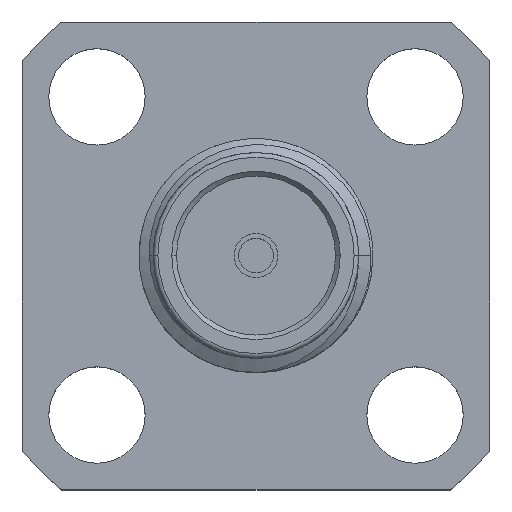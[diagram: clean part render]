
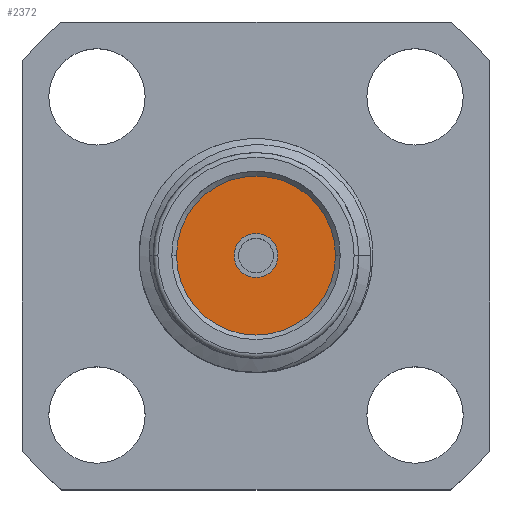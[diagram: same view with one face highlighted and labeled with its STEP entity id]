
A CAD part, top view. The second image highlights one B-rep face of the part: STEP entity #2372.
In plain terms, the highlighted planar face has unit normal (0, 0, 1).
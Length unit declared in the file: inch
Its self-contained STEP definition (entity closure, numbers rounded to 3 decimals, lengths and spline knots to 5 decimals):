
#250 = CARTESIAN_POINT ( 'NONE',  ( 0., 0., 0.235 ) ) ;
#329 = AXIS2_PLACEMENT_3D ( 'NONE', #3134, #1096, #1480 ) ;
#346 = VERTEX_POINT ( 'NONE', #4915 ) ;
#350 = ORIENTED_EDGE ( 'NONE', *, *, #1992, .F. ) ;
#521 = PLANE ( 'NONE',  #568 ) ;
#568 = AXIS2_PLACEMENT_3D ( 'NONE', #2523, #977, #1287 ) ;
#685 = DIRECTION ( 'NONE',  ( 1., 0., 0. ) ) ;
#774 = EDGE_LOOP ( 'NONE', ( #3821, #4012 ) ) ;
#843 = EDGE_LOOP ( 'NONE', ( #350, #4562 ) ) ;
#949 = CARTESIAN_POINT ( 'NONE',  ( 0.0235, 0., 0.235 ) ) ;
#974 = FACE_OUTER_BOUND ( 'NONE', #774, .T. ) ;
#977 = DIRECTION ( 'NONE',  ( 0., 0., 1. ) ) ;
#1096 = DIRECTION ( 'NONE',  ( 0., 0., 1. ) ) ;
#1178 = VERTEX_POINT ( 'NONE', #3649 ) ;
#1287 = DIRECTION ( 'NONE',  ( 1., 0., 0. ) ) ;
#1480 = DIRECTION ( 'NONE',  ( 1., 0., 0. ) ) ;
#1561 = VERTEX_POINT ( 'NONE', #949 ) ;
#1795 = DIRECTION ( 'NONE',  ( 1., 0., 0. ) ) ;
#1887 = DIRECTION ( 'NONE',  ( 0., 0., 1. ) ) ;
#1949 = AXIS2_PLACEMENT_3D ( 'NONE', #250, #1887, #685 ) ;
#1992 = EDGE_CURVE ( 'NONE', #1561, #1178, #4305, .T. ) ;
#2043 = CIRCLE ( 'NONE', #1949, 0.085 ) ;
#2105 = FACE_BOUND ( 'NONE', #843, .T. ) ;
#2206 = EDGE_CURVE ( 'NONE', #346, #3676, #2043, .T. ) ;
#2234 = CARTESIAN_POINT ( 'NONE',  ( 0.085, 0., 0.235 ) ) ;
#2372 = ADVANCED_FACE ( 'NONE', ( #2105, #974 ), #521, .T. ) ;
#2523 = CARTESIAN_POINT ( 'NONE',  ( 0., 0., 0.235 ) ) ;
#3053 = CARTESIAN_POINT ( 'NONE',  ( 0., 0., 0.235 ) ) ;
#3134 = CARTESIAN_POINT ( 'NONE',  ( 0., 0., 0.235 ) ) ;
#3217 = AXIS2_PLACEMENT_3D ( 'NONE', #3053, #4295, #1795 ) ;
#3259 = EDGE_CURVE ( 'NONE', #1178, #1561, #4472, .T. ) ;
#3649 = CARTESIAN_POINT ( 'NONE',  ( -0.0235, 0., 0.235 ) ) ;
#3676 = VERTEX_POINT ( 'NONE', #2234 ) ;
#3757 = DIRECTION ( 'NONE',  ( 1., 0., 0. ) ) ;
#3774 = CARTESIAN_POINT ( 'NONE',  ( 0., 0., 0.235 ) ) ;
#3821 = ORIENTED_EDGE ( 'NONE', *, *, #4316, .T. ) ;
#3992 = AXIS2_PLACEMENT_3D ( 'NONE', #3774, #4965, #3757 ) ;
#4012 = ORIENTED_EDGE ( 'NONE', *, *, #2206, .T. ) ;
#4295 = DIRECTION ( 'NONE',  ( 0., 0., 1. ) ) ;
#4305 = CIRCLE ( 'NONE', #3992, 0.0235 ) ;
#4316 = EDGE_CURVE ( 'NONE', #3676, #346, #4342, .T. ) ;
#4342 = CIRCLE ( 'NONE', #3217, 0.085 ) ;
#4472 = CIRCLE ( 'NONE', #329, 0.0235 ) ;
#4562 = ORIENTED_EDGE ( 'NONE', *, *, #3259, .F. ) ;
#4915 = CARTESIAN_POINT ( 'NONE',  ( -0.085, 0., 0.235 ) ) ;
#4965 = DIRECTION ( 'NONE',  ( 0., 0., 1. ) ) ;
